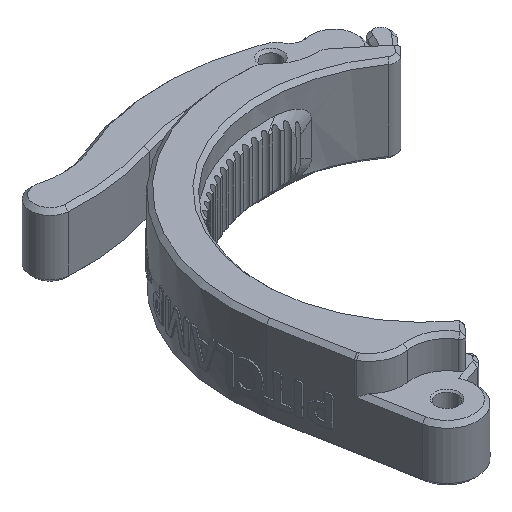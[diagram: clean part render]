
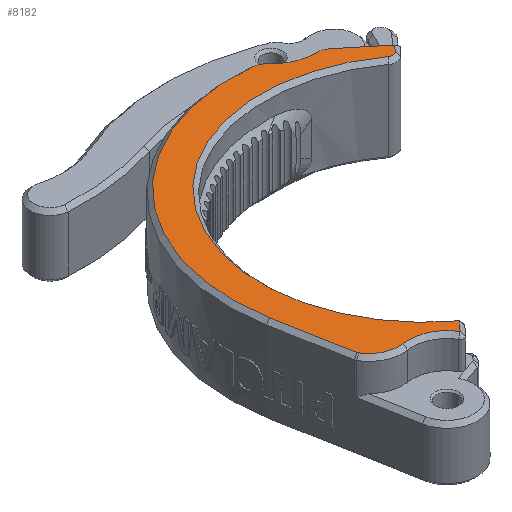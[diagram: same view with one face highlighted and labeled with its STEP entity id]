
A CAD part, isometric view. The second image highlights one B-rep face of the part: STEP entity #8182.
In plain terms, the highlighted planar face has unit normal (0, 0, 1).
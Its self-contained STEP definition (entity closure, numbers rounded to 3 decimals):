
#271=B_SPLINE_CURVE_WITH_KNOTS('',3,(#15686,#15687,#15688,#15689,#15690,
#15691,#15692,#15693,#15694,#15695,#15696,#15697,#15698),.UNSPECIFIED.,
 .F.,.F.,(4,3,3,3,4),(0.,0.018,0.019,0.037,
0.039),.UNSPECIFIED.);
#617=PLANE('',#8952);
#1261=FACE_OUTER_BOUND('',#1774,.T.);
#1774=EDGE_LOOP('',(#7545,#7546,#7547,#7548,#7549,#7550,#7551,#7552,#7553,
#7554,#7555,#7556,#7557));
#2019=LINE('',#12200,#2521);
#2022=LINE('',#12206,#2524);
#2205=LINE('',#15653,#2707);
#2206=LINE('',#15661,#2708);
#2521=VECTOR('',#9879,10.);
#2524=VECTOR('',#9884,10.);
#2707=VECTOR('',#10779,10.);
#2708=VECTOR('',#10782,10.);
#2975=CIRCLE('',#8537,1.5);
#2977=CIRCLE('',#8542,4.);
#3101=CIRCLE('',#8822,4.);
#3103=CIRCLE('',#8825,48.3);
#3137=CIRCLE('',#8893,9.67);
#3138=CIRCLE('',#8895,7.5);
#3148=CIRCLE('',#8951,11.);
#3149=CIRCLE('',#8953,41.12);
#3437=VERTEX_POINT('',#12188);
#3438=VERTEX_POINT('',#12190);
#3441=VERTEX_POINT('',#12198);
#3443=VERTEX_POINT('',#12204);
#3444=VERTEX_POINT('',#12208);
#3691=VERTEX_POINT('',#15350);
#3694=VERTEX_POINT('',#15355);
#3696=VERTEX_POINT('',#15361);
#3750=VERTEX_POINT('',#15634);
#3751=VERTEX_POINT('',#15638);
#3752=VERTEX_POINT('',#15642);
#3753=VERTEX_POINT('',#15646);
#3754=VERTEX_POINT('',#15655);
#4355=EDGE_CURVE('',#3437,#3438,#2975,.T.);
#4360=EDGE_CURVE('',#3441,#3437,#2019,.T.);
#4363=EDGE_CURVE('',#3443,#3441,#2022,.T.);
#4365=EDGE_CURVE('',#3444,#3443,#2977,.T.);
#4769=EDGE_CURVE('',#3694,#3691,#3101,.T.);
#4772=EDGE_CURVE('',#3696,#3694,#3103,.T.);
#4866=EDGE_CURVE('',#3751,#3752,#3137,.T.);
#4869=EDGE_CURVE('',#3752,#3753,#3138,.T.);
#4870=EDGE_CURVE('',#3750,#3751,#2205,.T.);
#4872=EDGE_CURVE('',#3754,#3696,#2206,.T.);
#4876=EDGE_CURVE('',#3753,#3754,#271,.T.);
#5138=EDGE_CURVE('',#3691,#3444,#3148,.T.);
#5139=EDGE_CURVE('',#3438,#3750,#3149,.T.);
#7545=ORIENTED_EDGE('',*,*,#5138,.F.);
#7546=ORIENTED_EDGE('',*,*,#4769,.F.);
#7547=ORIENTED_EDGE('',*,*,#4772,.F.);
#7548=ORIENTED_EDGE('',*,*,#4872,.F.);
#7549=ORIENTED_EDGE('',*,*,#4876,.F.);
#7550=ORIENTED_EDGE('',*,*,#4869,.F.);
#7551=ORIENTED_EDGE('',*,*,#4866,.F.);
#7552=ORIENTED_EDGE('',*,*,#4870,.F.);
#7553=ORIENTED_EDGE('',*,*,#5139,.F.);
#7554=ORIENTED_EDGE('',*,*,#4355,.F.);
#7555=ORIENTED_EDGE('',*,*,#4360,.F.);
#7556=ORIENTED_EDGE('',*,*,#4363,.F.);
#7557=ORIENTED_EDGE('',*,*,#4365,.F.);
#8182=ADVANCED_FACE('',(#1261),#617,.F.);
#8537=AXIS2_PLACEMENT_3D('',#12191,#9870,#9871);
#8542=AXIS2_PLACEMENT_3D('',#12211,#9888,#9889);
#8822=AXIS2_PLACEMENT_3D('',#15357,#10591,#10592);
#8825=AXIS2_PLACEMENT_3D('',#15363,#10598,#10599);
#8893=AXIS2_PLACEMENT_3D('',#15643,#10770,#10771);
#8895=AXIS2_PLACEMENT_3D('',#15651,#10775,#10776);
#8951=AXIS2_PLACEMENT_3D('',#45167,#10965,#10966);
#8952=AXIS2_PLACEMENT_3D('',#45168,#10967,#10968);
#8953=AXIS2_PLACEMENT_3D('',#45169,#10969,#10970);
#9870=DIRECTION('center_axis',(0.,0.,
-1.));
#9871=DIRECTION('ref_axis',(0.101,-0.995,0.));
#9879=DIRECTION('',(-0.675,-0.738,0.));
#9884=DIRECTION('',(0.773,-0.634,0.));
#9888=DIRECTION('center_axis',(0.,0.,
-1.));
#9889=DIRECTION('ref_axis',(0.324,0.946,0.));
#10591=DIRECTION('center_axis',(0.,0.,
-1.));
#10592=DIRECTION('ref_axis',(0.453,0.892,0.));
#10598=DIRECTION('center_axis',(0.,0.,
-1.));
#10599=DIRECTION('ref_axis',(0.652,0.758,0.));
#10770=DIRECTION('center_axis',(0.,0.,
1.));
#10771=DIRECTION('ref_axis',(0.652,0.758,0.));
#10775=DIRECTION('center_axis',(0.,0.,
-1.));
#10776=DIRECTION('ref_axis',(-0.589,-0.808,0.));
#10779=DIRECTION('',(-0.669,-0.744,0.));
#10782=DIRECTION('',(-0.18,0.984,0.));
#10965=DIRECTION('center_axis',(0.,0.,
1.));
#10966=DIRECTION('ref_axis',(-1.,0.005,0.));
#10967=DIRECTION('center_axis',(0.,0.,
-1.));
#10968=DIRECTION('ref_axis',(0.759,-0.651,0.));
#10969=DIRECTION('center_axis',(0.,0.,
1.));
#10970=DIRECTION('ref_axis',(0.349,0.937,0.));
#12188=CARTESIAN_POINT('',(26.383,47.447,22.));
#12190=CARTESIAN_POINT('',(24.395,47.245,22.));
#12191=CARTESIAN_POINT('Origin',(25.276,48.459,22.));
#12198=CARTESIAN_POINT('',(27.731,48.921,22.));
#12200=CARTESIAN_POINT('',(12.147,31.866,22.));
#12204=CARTESIAN_POINT('',(18.844,56.215,22.));
#12206=CARTESIAN_POINT('',(20.806,54.605,22.));
#12208=CARTESIAN_POINT('',(16.197,57.121,22.));
#12211=CARTESIAN_POINT('Origin',(16.307,53.123,22.));
#15350=CARTESIAN_POINT('',(7.717,60.761,22.));
#15355=CARTESIAN_POINT('',(5.147,62.065,22.));
#15357=CARTESIAN_POINT('Origin',(4.743,58.086,22.));
#15361=CARTESIAN_POINT('',(-47.243,5.318,22.));
#15363=CARTESIAN_POINT('Origin',(0.268,14.012,22.));
#15634=CARTESIAN_POINT('',(-24.152,-19.137,22.));
#15638=CARTESIAN_POINT('',(-26.364,-21.597,22.));
#15642=CARTESIAN_POINT('',(-36.147,-17.041,22.));
#15643=CARTESIAN_POINT('Origin',(-34.644,-26.593,22.));
#15646=CARTESIAN_POINT('',(-43.725,-13.523,22.));
#15651=CARTESIAN_POINT('Origin',(-37.313,-9.632,22.));
#15653=CARTESIAN_POINT('',(-12.12,-5.751,22.));
#15655=CARTESIAN_POINT('',(-43.861,-13.164,22.));
#15661=CARTESIAN_POINT('',(-47.301,5.634,22.));
#15686=CARTESIAN_POINT('Ctrl Pts',(-43.725,-13.523,
22.));
#15687=CARTESIAN_POINT('Ctrl Pts',(-43.756,-13.472,
22.));
#15688=CARTESIAN_POINT('Ctrl Pts',(-43.783,-13.418,22.));
#15689=CARTESIAN_POINT('Ctrl Pts',(-43.805,-13.362,
22.));
#15690=CARTESIAN_POINT('Ctrl Pts',(-43.806,-13.358,
22.));
#15691=CARTESIAN_POINT('Ctrl Pts',(-43.808,-13.354,
22.));
#15692=CARTESIAN_POINT('Ctrl Pts',(-43.81,-13.35,
22.));
#15693=CARTESIAN_POINT('Ctrl Pts',(-43.831,-13.294,
22.));
#15694=CARTESIAN_POINT('Ctrl Pts',(-43.847,-13.237,
22.));
#15695=CARTESIAN_POINT('Ctrl Pts',(-43.859,-13.178,
22.));
#15696=CARTESIAN_POINT('Ctrl Pts',(-43.86,-13.173,
22.));
#15697=CARTESIAN_POINT('Ctrl Pts',(-43.861,-13.169,
22.));
#15698=CARTESIAN_POINT('Ctrl Pts',(-43.861,-13.164,
22.));
#45167=CARTESIAN_POINT('Origin',(15.895,68.117,22.));
#45168=CARTESIAN_POINT('Origin',(0.268,14.04,22.));
#45169=CARTESIAN_POINT('Origin',(0.233,13.972,22.));
